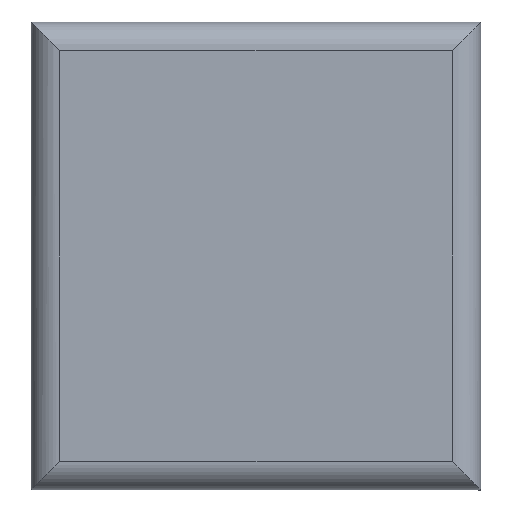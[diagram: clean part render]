
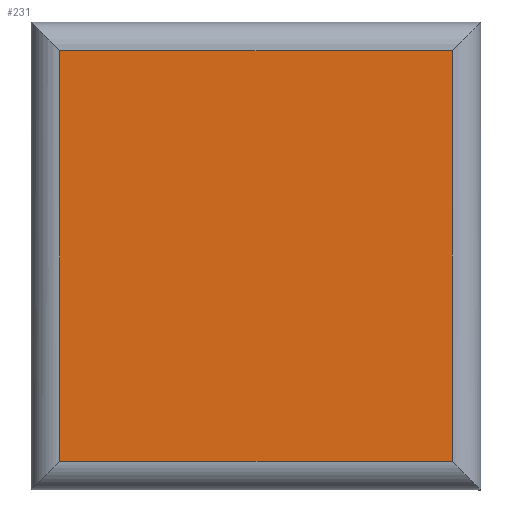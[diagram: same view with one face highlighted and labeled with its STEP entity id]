
A CAD part, left-side view. The second image highlights one B-rep face of the part: STEP entity #231.
In plain terms, the highlighted face is planar.
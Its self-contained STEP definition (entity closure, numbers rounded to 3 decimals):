
#17 = LINE ( 'NONE', #290, #325 ) ;
#20 = VERTEX_POINT ( 'NONE', #107 ) ;
#50 = VECTOR ( 'NONE', #185, 1000. ) ;
#73 = DIRECTION ( 'NONE',  ( 0., -1., 0. ) ) ;
#98 = ORIENTED_EDGE ( 'NONE', *, *, #445, .T. ) ;
#107 = CARTESIAN_POINT ( 'NONE',  ( -0.545, -0.57, 0.5 ) ) ;
#125 = ORIENTED_EDGE ( 'NONE', *, *, #429, .T. ) ;
#130 = ORIENTED_EDGE ( 'NONE', *, *, #418, .T. ) ;
#137 = DIRECTION ( 'NONE',  ( 1., 0., 0. ) ) ;
#164 = VERTEX_POINT ( 'NONE', #416 ) ;
#179 = CARTESIAN_POINT ( 'NONE',  ( 0., 0., 0.5 ) ) ;
#185 = DIRECTION ( 'NONE',  ( 0., 1., 0. ) ) ;
#227 = LINE ( 'NONE', #411, #496 ) ;
#231 = ADVANCED_FACE ( 'NONE', ( #409 ), #283, .T. ) ;
#270 = EDGE_CURVE ( 'NONE', #164, #278, #276, .T. ) ;
#276 = LINE ( 'NONE', #544, #50 ) ;
#278 = VERTEX_POINT ( 'NONE', #545 ) ;
#283 = PLANE ( 'NONE',  #504 ) ;
#290 = CARTESIAN_POINT ( 'NONE',  ( -0.625, 0.57, 0.5 ) ) ;
#293 = DIRECTION ( 'NONE',  ( 1., 0., 0. ) ) ;
#309 = VERTEX_POINT ( 'NONE', #556 ) ;
#325 = VECTOR ( 'NONE', #583, 1000. ) ;
#379 = CARTESIAN_POINT ( 'NONE',  ( 0.625, -0.57, 0.5 ) ) ;
#409 = FACE_OUTER_BOUND ( 'NONE', #524, .T. ) ;
#411 = CARTESIAN_POINT ( 'NONE',  ( -0.545, -0.65, 0.5 ) ) ;
#416 = CARTESIAN_POINT ( 'NONE',  ( 0.545, -0.57, 0.5 ) ) ;
#418 = EDGE_CURVE ( 'NONE', #20, #164, #554, .T. ) ;
#429 = EDGE_CURVE ( 'NONE', #309, #20, #227, .T. ) ;
#445 = EDGE_CURVE ( 'NONE', #278, #309, #17, .T. ) ;
#448 = VECTOR ( 'NONE', #293, 1000. ) ;
#496 = VECTOR ( 'NONE', #73, 1000. ) ;
#500 = DIRECTION ( 'NONE',  ( 0., 0., 1. ) ) ;
#504 = AXIS2_PLACEMENT_3D ( 'NONE', #179, #500, #137 ) ;
#524 = EDGE_LOOP ( 'NONE', ( #98, #125, #130, #561 ) ) ;
#544 = CARTESIAN_POINT ( 'NONE',  ( 0.545, 0.65, 0.5 ) ) ;
#545 = CARTESIAN_POINT ( 'NONE',  ( 0.545, 0.57, 0.5 ) ) ;
#554 = LINE ( 'NONE', #379, #448 ) ;
#556 = CARTESIAN_POINT ( 'NONE',  ( -0.545, 0.57, 0.5 ) ) ;
#561 = ORIENTED_EDGE ( 'NONE', *, *, #270, .T. ) ;
#583 = DIRECTION ( 'NONE',  ( -1., 0., 0. ) ) ;
